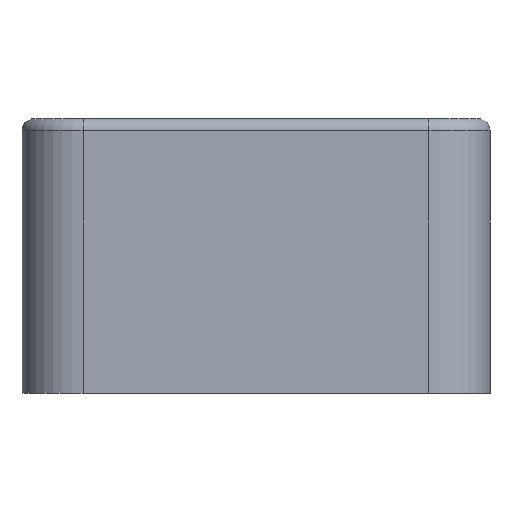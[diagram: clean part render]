
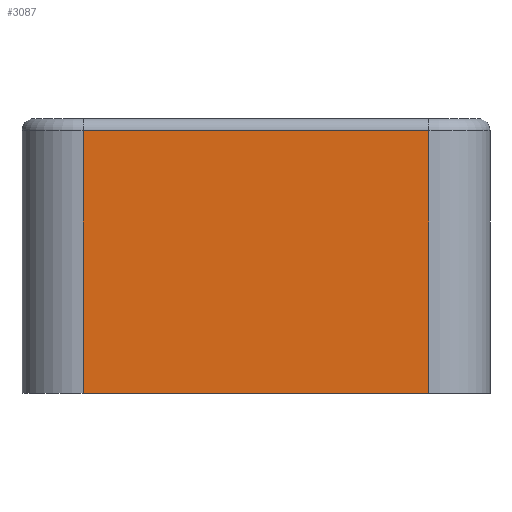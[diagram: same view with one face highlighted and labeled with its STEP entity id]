
A CAD part, front view. The second image highlights one B-rep face of the part: STEP entity #3087.
In plain terms, the highlighted planar face has unit normal (0, -1, 0).
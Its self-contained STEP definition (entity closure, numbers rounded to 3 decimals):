
#273=ORIENTED_EDGE('',*,*,#919,.T.);
#274=ORIENTED_EDGE('',*,*,#920,.T.);
#275=ORIENTED_EDGE('',*,*,#921,.T.);
#276=ORIENTED_EDGE('',*,*,#829,.F.);
#829=EDGE_CURVE('',#1152,#1153,#1363,.T.);
#919=EDGE_CURVE('',#1152,#1241,#1417,.F.);
#920=EDGE_CURVE('',#1241,#1242,#1418,.T.);
#921=EDGE_CURVE('',#1242,#1153,#1419,.T.);
#1152=VERTEX_POINT('',#3912);
#1153=VERTEX_POINT('',#3914);
#1241=VERTEX_POINT('',#4513);
#1242=VERTEX_POINT('',#4515);
#1363=LINE('',#3913,#1591);
#1417=LINE('',#4512,#1645);
#1418=LINE('',#4514,#1646);
#1419=LINE('',#4516,#1647);
#1591=VECTOR('',#3387,1000.);
#1645=VECTOR('',#3463,1000.);
#1646=VECTOR('',#3464,1000.);
#1647=VECTOR('',#3465,1000.);
#1826=EDGE_LOOP('',(#273,#274,#275,#276));
#1972=FACE_BOUND('',#1826,.T.);
#2103=PLANE('',#3234);
#3087=ADVANCED_FACE('',(#1972),#2103,.T.);
#3234=AXIS2_PLACEMENT_3D('',#4511,#3461,#3462);
#3387=DIRECTION('',(-1.,0.,0.));
#3461=DIRECTION('',(0.,-1.,0.));
#3462=DIRECTION('',(1.,0.,0.));
#3463=DIRECTION('',(0.,0.,-1.));
#3464=DIRECTION('',(-1.,0.,0.));
#3465=DIRECTION('',(0.,0.,-1.));
#3912=CARTESIAN_POINT('',(14.15,-19.15,0.));
#3913=CARTESIAN_POINT('',(19.15,-19.15,0.));
#3914=CARTESIAN_POINT('',(-14.15,-19.15,0.));
#4511=CARTESIAN_POINT('',(19.15,-19.15,22.5));
#4512=CARTESIAN_POINT('',(14.15,-19.15,22.5));
#4513=CARTESIAN_POINT('',(14.15,-19.15,21.5));
#4514=CARTESIAN_POINT('',(-14.15,-19.15,21.5));
#4515=CARTESIAN_POINT('',(-14.15,-19.15,21.5));
#4516=CARTESIAN_POINT('',(-14.15,-19.15,22.5));
